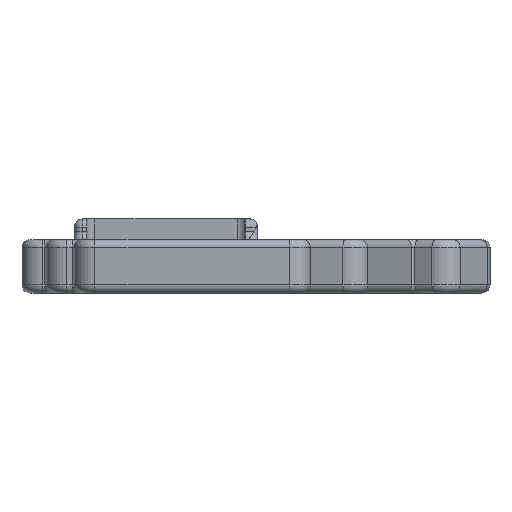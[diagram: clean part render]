
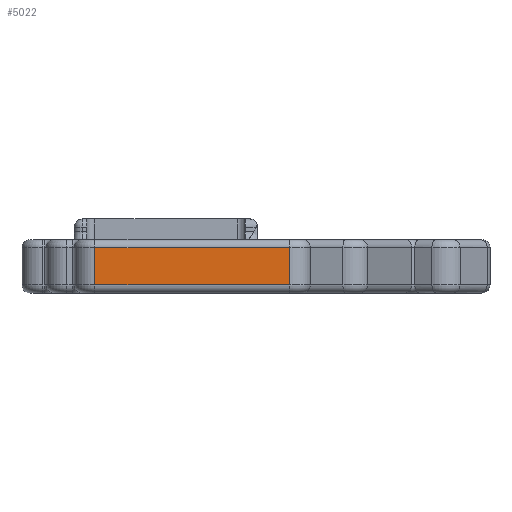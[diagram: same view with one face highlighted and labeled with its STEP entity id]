
A CAD part, left-side view. The second image highlights one B-rep face of the part: STEP entity #5022.
In plain terms, the highlighted planar face has unit normal (-1, 0, 0).
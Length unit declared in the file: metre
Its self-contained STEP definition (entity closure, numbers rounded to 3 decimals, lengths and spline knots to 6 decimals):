
#1234=ORIENTED_EDGE('',*,*,#2539,.F.);
#1235=ORIENTED_EDGE('',*,*,#2540,.T.);
#1236=ORIENTED_EDGE('',*,*,#2536,.T.);
#1237=ORIENTED_EDGE('',*,*,#2541,.T.);
#2536=EDGE_CURVE('',#3185,#3186,#3627,.T.);
#2539=EDGE_CURVE('',#3187,#3188,#3628,.T.);
#2540=EDGE_CURVE('',#3187,#3185,#3629,.F.);
#2541=EDGE_CURVE('',#3186,#3188,#3630,.T.);
#3185=VERTEX_POINT('',#8392);
#3186=VERTEX_POINT('',#8393);
#3187=VERTEX_POINT('',#8398);
#3188=VERTEX_POINT('',#8399);
#3627=LINE('',#8391,#4034);
#3628=LINE('',#8397,#4035);
#3629=LINE('',#8400,#4036);
#3630=LINE('',#8401,#4037);
#4034=VECTOR('',#6660,1.);
#4035=VECTOR('',#6667,1.);
#4036=VECTOR('',#6668,1.);
#4037=VECTOR('',#6669,1.);
#4322=EDGE_LOOP('',(#1234,#1235,#1236,#1237));
#4635=FACE_BOUND('',#4322,.T.);
#4863=PLANE('',#5481);
#5022=ADVANCED_FACE('',(#4635),#4863,.F.);
#5481=AXIS2_PLACEMENT_3D('',#8396,#6665,#6666);
#6660=DIRECTION('',(0.,0.,-1.));
#6665=DIRECTION('',(1.,0.,0.));
#6666=DIRECTION('',(0.,0.,-1.));
#6667=DIRECTION('',(0.,0.,-1.));
#6668=DIRECTION('',(0.,-1.,0.));
#6669=DIRECTION('',(0.,-1.,0.));
#8391=CARTESIAN_POINT('',(-0.07005,0.039134,0.00909));
#8392=CARTESIAN_POINT('',(-0.07005,0.039134,0.00709));
#8393=CARTESIAN_POINT('',(-0.07005,0.039134,-0.00191));
#8396=CARTESIAN_POINT('',(-0.07005,0.015484,0.00909));
#8397=CARTESIAN_POINT('',(-0.07005,-0.008166,0.00909));
#8398=CARTESIAN_POINT('',(-0.07005,-0.008166,0.00709));
#8399=CARTESIAN_POINT('',(-0.07005,-0.008166,-0.00191));
#8400=CARTESIAN_POINT('',(-0.07005,0.039134,0.00709));
#8401=CARTESIAN_POINT('',(-0.07005,0.015484,-0.00191));
